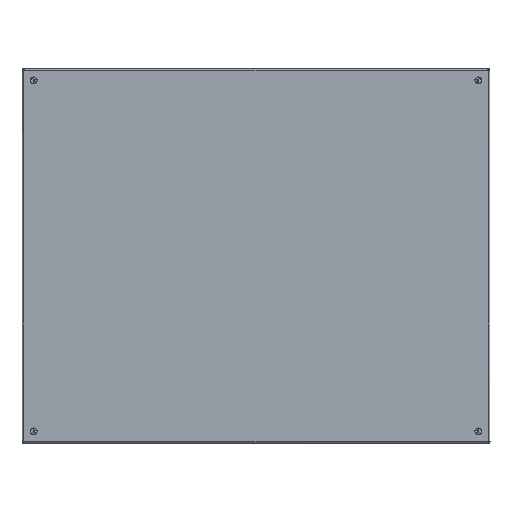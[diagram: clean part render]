
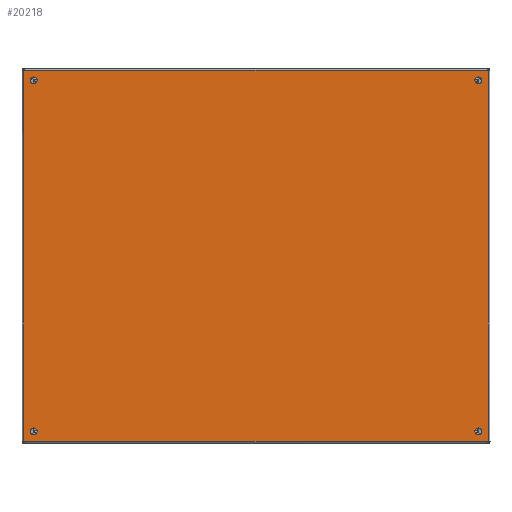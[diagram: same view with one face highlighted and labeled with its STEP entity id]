
A CAD part, top view. The second image highlights one B-rep face of the part: STEP entity #20218.
In plain terms, the highlighted face is planar.
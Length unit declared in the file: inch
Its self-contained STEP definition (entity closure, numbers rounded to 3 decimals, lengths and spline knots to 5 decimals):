
#15298=CARTESIAN_POINT('',(0.53125,0.75,0.0));
#15299=VERTEX_POINT('',#15298);
#15300=CARTESIAN_POINT('',(0.75,0.75,0.0));
#15301=DIRECTION('',(0.0,0.0,1.0));
#15302=DIRECTION('',(1.0,0.0,0.0));
#15303=AXIS2_PLACEMENT_3D('',#15300,#15301,#15302);
#15304=CIRCLE('',#15303,0.21875);
#15305=EDGE_CURVE('',#15299,#15299,#15304,.T.);
#15326=CARTESIAN_POINT('',(29.03125,0.75,0.0));
#15327=VERTEX_POINT('',#15326);
#15328=CARTESIAN_POINT('',(29.25,0.75,0.0));
#15329=DIRECTION('',(0.0,0.0,1.0));
#15330=DIRECTION('',(1.0,0.0,0.0));
#15331=AXIS2_PLACEMENT_3D('',#15328,#15329,#15330);
#15332=CIRCLE('',#15331,0.21875);
#15333=EDGE_CURVE('',#15327,#15327,#15332,.T.);
#15354=CARTESIAN_POINT('',(0.53125,23.25,0.0));
#15355=VERTEX_POINT('',#15354);
#15356=CARTESIAN_POINT('',(0.75,23.25,0.0));
#15357=DIRECTION('',(0.0,0.0,1.0));
#15358=DIRECTION('',(1.0,0.0,0.0));
#15359=AXIS2_PLACEMENT_3D('',#15356,#15357,#15358);
#15360=CIRCLE('',#15359,0.21875);
#15361=EDGE_CURVE('',#15355,#15355,#15360,.T.);
#15382=CARTESIAN_POINT('',(29.03125,23.25,0.0));
#15383=VERTEX_POINT('',#15382);
#15384=CARTESIAN_POINT('',(29.25,23.25,0.0));
#15385=DIRECTION('',(0.0,0.0,1.0));
#15386=DIRECTION('',(1.0,0.0,0.0));
#15387=AXIS2_PLACEMENT_3D('',#15384,#15385,#15386);
#15388=CIRCLE('',#15387,0.21875);
#15389=EDGE_CURVE('',#15383,#15383,#15388,.T.);
#18996=CARTESIAN_POINT('',(29.89475,23.88277,0.0));
#18997=VERTEX_POINT('',#18996);
#19094=CARTESIAN_POINT('',(29.89475,0.11723,0.0));
#19095=VERTEX_POINT('',#19094);
#19138=CARTESIAN_POINT('',(29.89475,23.88277,0.0));
#19139=DIRECTION('',(0.0,-1.0,0.0));
#19140=VECTOR('',#19139,23.76553);
#19141=LINE('',#19138,#19140);
#19142=EDGE_CURVE('',#18997,#19095,#19141,.T.);
#19313=CARTESIAN_POINT('',(0.11723,23.89475,0.));
#19314=VERTEX_POINT('',#19313);
#19411=CARTESIAN_POINT('',(29.88277,23.89475,0.0));
#19412=VERTEX_POINT('',#19411);
#19455=CARTESIAN_POINT('',(0.11723,23.89475,0.0));
#19456=DIRECTION('',(1.0,0.0,0.0));
#19457=VECTOR('',#19456,29.76553);
#19458=LINE('',#19455,#19457);
#19459=EDGE_CURVE('',#19314,#19412,#19458,.T.);
#19626=CARTESIAN_POINT('',(0.10525,0.11723,0.0));
#19627=VERTEX_POINT('',#19626);
#19724=CARTESIAN_POINT('',(0.10525,23.88277,0.0));
#19725=VERTEX_POINT('',#19724);
#19768=CARTESIAN_POINT('',(0.10525,0.11723,0.0));
#19769=DIRECTION('',(0.0,1.0,0.0));
#19770=VECTOR('',#19769,23.76553);
#19771=LINE('',#19768,#19770);
#19772=EDGE_CURVE('',#19627,#19725,#19771,.T.);
#19939=CARTESIAN_POINT('',(29.88277,0.10525,0.0));
#19940=VERTEX_POINT('',#19939);
#19995=CARTESIAN_POINT('',(0.11723,0.10525,0.0));
#19996=VERTEX_POINT('',#19995);
#20010=CARTESIAN_POINT('',(29.88277,0.10525,0.0));
#20011=DIRECTION('',(-1.0,0.0,0.0));
#20012=VECTOR('',#20011,29.76553);
#20013=LINE('',#20010,#20012);
#20014=EDGE_CURVE('',#19940,#19996,#20013,.T.);
#20105=CARTESIAN_POINT('',(0.06211,0.06211,0.0));
#20106=DIRECTION('',(0.0,0.0,1.0));
#20107=DIRECTION('',(1.0,0.0,0.0));
#20108=AXIS2_PLACEMENT_3D('',#20105,#20106,#20107);
#20109=CIRCLE('',#20108,0.07);
#20110=EDGE_CURVE('',#19996,#19627,#20109,.T.);
#20167=CARTESIAN_POINT('',(29.93789,0.06211,0.0));
#20168=DIRECTION('',(0.0,0.0,1.0));
#20169=DIRECTION('',(1.0,0.0,0.0));
#20170=AXIS2_PLACEMENT_3D('',#20167,#20168,#20169);
#20171=CIRCLE('',#20170,0.07);
#20172=EDGE_CURVE('',#19095,#19940,#20171,.T.);
#20179=CARTESIAN_POINT('',(15.,12.0,0.0));
#20180=DIRECTION('',(0.0,0.0,1.0));
#20181=DIRECTION('',(1.0,0.0,0.0));
#20182=AXIS2_PLACEMENT_3D('',#20179,#20180,#20181);
#20183=PLANE('',#20182);
#20184=ORIENTED_EDGE('',*,*,#20014,.T.);
#20185=ORIENTED_EDGE('',*,*,#20110,.T.);
#20186=ORIENTED_EDGE('',*,*,#19772,.T.);
#20187=CARTESIAN_POINT('',(0.06211,23.93789,0.0));
#20188=DIRECTION('',(0.0,0.0,1.0));
#20189=DIRECTION('',(1.0,0.0,0.0));
#20190=AXIS2_PLACEMENT_3D('',#20187,#20188,#20189);
#20191=CIRCLE('',#20190,0.07);
#20192=EDGE_CURVE('',#19725,#19314,#20191,.T.);
#20193=ORIENTED_EDGE('',*,*,#20192,.T.);
#20194=ORIENTED_EDGE('',*,*,#19459,.T.);
#20195=CARTESIAN_POINT('',(29.93789,23.93789,0.0));
#20196=DIRECTION('',(0.0,0.0,1.0));
#20197=DIRECTION('',(1.0,0.0,0.0));
#20198=AXIS2_PLACEMENT_3D('',#20195,#20196,#20197);
#20199=CIRCLE('',#20198,0.07);
#20200=EDGE_CURVE('',#19412,#18997,#20199,.T.);
#20201=ORIENTED_EDGE('',*,*,#20200,.T.);
#20202=ORIENTED_EDGE('',*,*,#19142,.T.);
#20203=ORIENTED_EDGE('',*,*,#20172,.T.);
#20204=EDGE_LOOP('',(#20184,#20185,#20186,#20193,#20194,#20201,#20202,#20203));
#20205=FACE_OUTER_BOUND('',#20204,.T.);
#20206=ORIENTED_EDGE('',*,*,#15305,.T.);
#20207=EDGE_LOOP('',(#20206));
#20208=FACE_BOUND('',#20207,.T.);
#20209=ORIENTED_EDGE('',*,*,#15333,.T.);
#20210=EDGE_LOOP('',(#20209));
#20211=FACE_BOUND('',#20210,.T.);
#20212=ORIENTED_EDGE('',*,*,#15361,.T.);
#20213=EDGE_LOOP('',(#20212));
#20214=FACE_BOUND('',#20213,.T.);
#20215=ORIENTED_EDGE('',*,*,#15389,.T.);
#20216=EDGE_LOOP('',(#20215));
#20217=FACE_BOUND('',#20216,.T.);
#20218=ADVANCED_FACE('',(#20205,#20208,#20211,#20214,#20217),#20183,.F.);
